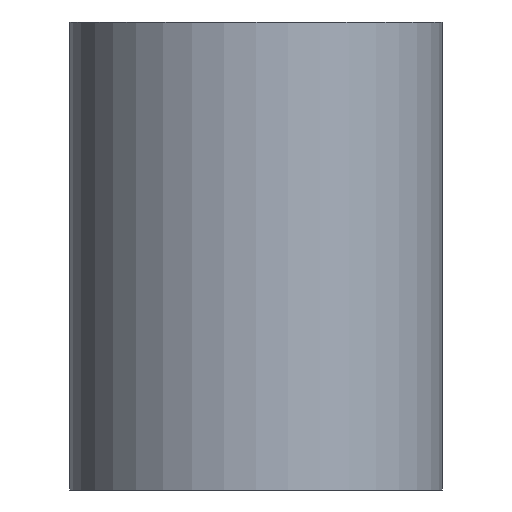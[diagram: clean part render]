
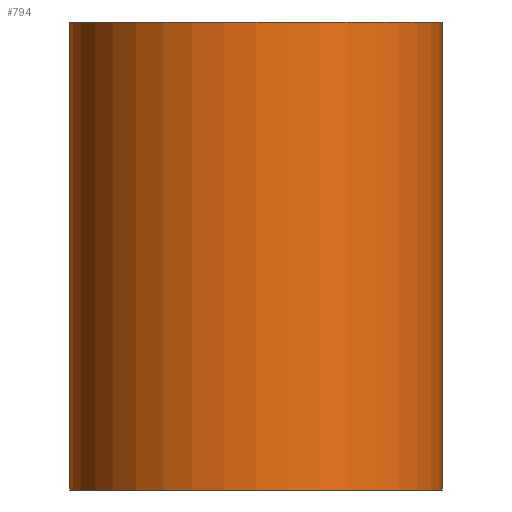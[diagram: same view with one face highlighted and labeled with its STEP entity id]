
A CAD part, front view. The second image highlights one B-rep face of the part: STEP entity #794.
In plain terms, the highlighted cylindrical face has radius 20.955 mm (diameter 41.91 mm), a partial arc.
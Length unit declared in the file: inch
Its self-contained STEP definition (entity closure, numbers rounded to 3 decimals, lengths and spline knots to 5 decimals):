
#30=CYLINDRICAL_SURFACE('',#874,0.825);
#83=FACE_OUTER_BOUND('',#123,.T.);
#123=EDGE_LOOP('',(#723,#724,#725,#726));
#130=CIRCLE('',#811,0.825);
#166=CIRCLE('',#875,0.825);
#234=LINE('',#1574,#305);
#237=LINE('',#1579,#308);
#305=VECTOR('',#1072,0.3937);
#308=VECTOR('',#1077,0.3937);
#310=VERTEX_POINT('',#1087);
#311=VERTEX_POINT('',#1089);
#383=VERTEX_POINT('',#1573);
#384=VERTEX_POINT('',#1577);
#386=EDGE_CURVE('',#310,#311,#130,.T.);
#497=EDGE_CURVE('',#383,#311,#234,.T.);
#500=EDGE_CURVE('',#310,#384,#237,.T.);
#501=EDGE_CURVE('',#383,#384,#166,.T.);
#723=ORIENTED_EDGE('',*,*,#500,.T.);
#724=ORIENTED_EDGE('',*,*,#501,.F.);
#725=ORIENTED_EDGE('',*,*,#497,.T.);
#726=ORIENTED_EDGE('',*,*,#386,.F.);
#794=ADVANCED_FACE('',(#83),#30,.T.);
#811=AXIS2_PLACEMENT_3D('',#1090,#882,#883);
#874=AXIS2_PLACEMENT_3D('',#1580,#1078,#1079);
#875=AXIS2_PLACEMENT_3D('',#1581,#1080,#1081);
#882=DIRECTION('center_axis',(0.,0.,-1.));
#883=DIRECTION('ref_axis',(1.,0.,0.));
#1072=DIRECTION('',(0.,0.,-1.));
#1077=DIRECTION('',(0.,0.,1.));
#1078=DIRECTION('center_axis',(0.,0.,1.));
#1079=DIRECTION('ref_axis',(1.,0.,0.));
#1080=DIRECTION('center_axis',(0.,0.,1.));
#1081=DIRECTION('ref_axis',(1.,0.,0.));
#1087=CARTESIAN_POINT('',(0.825,0.,-1.575));
#1089=CARTESIAN_POINT('',(-0.825,0.,-1.575));
#1090=CARTESIAN_POINT('Origin',(0.,0.,-1.575));
#1573=CARTESIAN_POINT('',(-0.825,0.,0.5));
#1574=CARTESIAN_POINT('',(-0.825,0.,0.));
#1577=CARTESIAN_POINT('',(0.825,0.,0.5));
#1579=CARTESIAN_POINT('',(0.825,0.,0.));
#1580=CARTESIAN_POINT('Origin',(0.,0.,0.));
#1581=CARTESIAN_POINT('Origin',(0.,0.,0.5));
